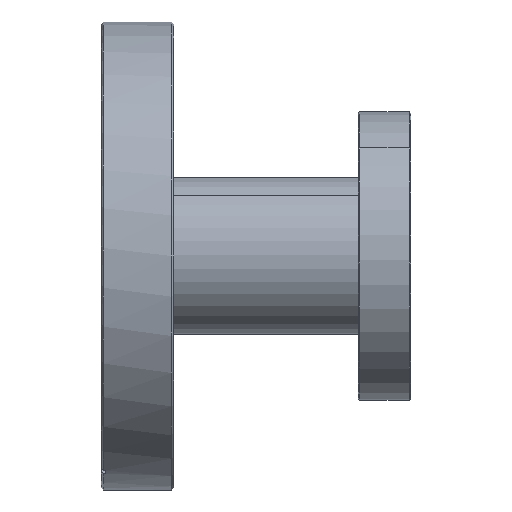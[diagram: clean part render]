
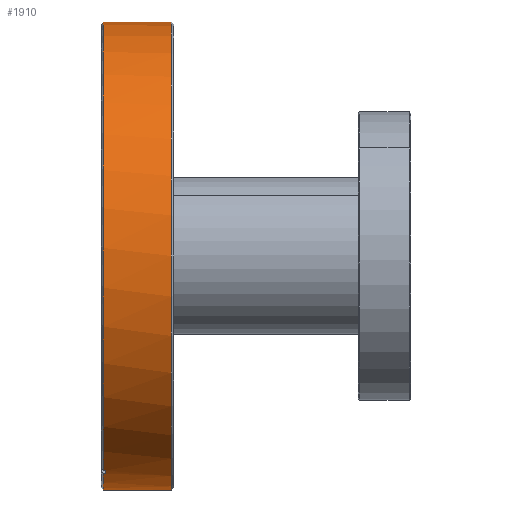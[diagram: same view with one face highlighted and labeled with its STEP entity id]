
A CAD part, left-side view. The second image highlights one B-rep face of the part: STEP entity #1910.
In plain terms, the highlighted cylindrical face has radius 56.75 mm (diameter 113.5 mm), a partial arc.
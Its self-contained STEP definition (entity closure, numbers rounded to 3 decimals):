
#62 = DIRECTION ( 'NONE',  ( 0., 0., 1. ) ) ;
#233 = AXIS2_PLACEMENT_3D ( 'NONE', #4062, #887, #787 ) ;
#242 = CIRCLE ( 'NONE', #233, 56.75 ) ;
#294 = CIRCLE ( 'NONE', #3782, 56.75 ) ;
#352 = ORIENTED_EDGE ( 'NONE', *, *, #774, .T. ) ;
#550 = CARTESIAN_POINT ( 'NONE',  ( 0., -17., 56.75 ) ) ;
#613 = DIRECTION ( 'NONE',  ( 0., 0., -1. ) ) ;
#680 = CARTESIAN_POINT ( 'NONE',  ( 0., -0.5, 56.75 ) ) ;
#774 = EDGE_CURVE ( 'NONE', #1437, #2303, #2009, .T. ) ;
#787 = DIRECTION ( 'NONE',  ( 0., 0., -1. ) ) ;
#821 = CARTESIAN_POINT ( 'NONE',  ( 0., -17., -56.75 ) ) ;
#887 = DIRECTION ( 'NONE',  ( 0., -1., 0. ) ) ;
#1027 = DIRECTION ( 'NONE',  ( 0., -1., 0. ) ) ;
#1029 = ORIENTED_EDGE ( 'NONE', *, *, #2946, .T. ) ;
#1221 = VERTEX_POINT ( 'NONE', #2873 ) ;
#1334 = CIRCLE ( 'NONE', #3271, 56.75 ) ;
#1342 = CARTESIAN_POINT ( 'NONE',  ( 0., -24.574, 0. ) ) ;
#1382 = EDGE_CURVE ( 'NONE', #1798, #2141, #242, .T. ) ;
#1430 = VECTOR ( 'NONE', #1478, 1000. ) ;
#1437 = VERTEX_POINT ( 'NONE', #4572 ) ;
#1478 = DIRECTION ( 'NONE',  ( 0., -1., 0. ) ) ;
#1586 = EDGE_CURVE ( 'NONE', #2141, #4222, #4050, .T. ) ;
#1634 = VERTEX_POINT ( 'NONE', #680 ) ;
#1649 = DIRECTION ( 'NONE',  ( 0., -1., 0. ) ) ;
#1670 = VERTEX_POINT ( 'NONE', #550 ) ;
#1742 = CARTESIAN_POINT ( 'NONE',  ( 0., -17., 0. ) ) ;
#1798 = VERTEX_POINT ( 'NONE', #2599 ) ;
#1910 = ADVANCED_FACE ( 'NONE', ( #3018 ), #2987, .T. ) ;
#1933 = VECTOR ( 'NONE', #3189, 1000. ) ;
#1945 = LINE ( 'NONE', #3059, #1933 ) ;
#2005 = DIRECTION ( 'NONE',  ( 0., -1., 0. ) ) ;
#2009 = CIRCLE ( 'NONE', #3205, 56.75 ) ;
#2107 = ORIENTED_EDGE ( 'NONE', *, *, #1382, .T. ) ;
#2129 = CARTESIAN_POINT ( 'NONE',  ( 0., -24.574, -56.75 ) ) ;
#2141 = VERTEX_POINT ( 'NONE', #2747 ) ;
#2225 = EDGE_CURVE ( 'NONE', #1798, #2303, #1945, .T. ) ;
#2299 = DIRECTION ( 'NONE',  ( 0., 0., -1. ) ) ;
#2303 = VERTEX_POINT ( 'NONE', #3766 ) ;
#2321 = LINE ( 'NONE', #3961, #1430 ) ;
#2326 = DIRECTION ( 'NONE',  ( 0., -1., 0. ) ) ;
#2372 = ORIENTED_EDGE ( 'NONE', *, *, #4335, .T. ) ;
#2599 = CARTESIAN_POINT ( 'NONE',  ( -20.79, -0.5, -52.805 ) ) ;
#2747 = CARTESIAN_POINT ( 'NONE',  ( 0., -0.5, -56.75 ) ) ;
#2801 = VECTOR ( 'NONE', #2326, 1000. ) ;
#2815 = ORIENTED_EDGE ( 'NONE', *, *, #4440, .T. ) ;
#2839 = EDGE_LOOP ( 'NONE', ( #4577, #1029, #2372, #352, #3005, #2107, #2990, #2815 ) ) ;
#2873 = CARTESIAN_POINT ( 'NONE',  ( -22.638, -0.5, -52.039 ) ) ;
#2946 = EDGE_CURVE ( 'NONE', #1634, #1221, #294, .T. ) ;
#2987 = CYLINDRICAL_SURFACE ( 'NONE', #4506, 56.75 ) ;
#2990 = ORIENTED_EDGE ( 'NONE', *, *, #1586, .T. ) ;
#3005 = ORIENTED_EDGE ( 'NONE', *, *, #2225, .F. ) ;
#3018 = FACE_OUTER_BOUND ( 'NONE', #2839, .T. ) ;
#3059 = CARTESIAN_POINT ( 'NONE',  ( -20.79, -24.574, -52.805 ) ) ;
#3117 = DIRECTION ( 'NONE',  ( 0., 0., -1. ) ) ;
#3143 = DIRECTION ( 'NONE',  ( 0., -1., 0. ) ) ;
#3162 = CARTESIAN_POINT ( 'NONE',  ( 0., -0.5, 0. ) ) ;
#3189 = DIRECTION ( 'NONE',  ( 0., -1., 0. ) ) ;
#3205 = AXIS2_PLACEMENT_3D ( 'NONE', #4251, #2005, #2299 ) ;
#3226 = CARTESIAN_POINT ( 'NONE',  ( 0., -24.574, 56.75 ) ) ;
#3271 = AXIS2_PLACEMENT_3D ( 'NONE', #1742, #4314, #62 ) ;
#3578 = EDGE_CURVE ( 'NONE', #1634, #1670, #3913, .T. ) ;
#3766 = CARTESIAN_POINT ( 'NONE',  ( -20.79, -1., -52.805 ) ) ;
#3782 = AXIS2_PLACEMENT_3D ( 'NONE', #3162, #3143, #3117 ) ;
#3913 = LINE ( 'NONE', #3226, #2801 ) ;
#3922 = VECTOR ( 'NONE', #1649, 1000. ) ;
#3961 = CARTESIAN_POINT ( 'NONE',  ( -22.638, -24.574, -52.039 ) ) ;
#4050 = LINE ( 'NONE', #2129, #3922 ) ;
#4062 = CARTESIAN_POINT ( 'NONE',  ( 0., -0.5, 0. ) ) ;
#4222 = VERTEX_POINT ( 'NONE', #821 ) ;
#4251 = CARTESIAN_POINT ( 'NONE',  ( 0., -1., 0. ) ) ;
#4314 = DIRECTION ( 'NONE',  ( 0., 1., 0. ) ) ;
#4335 = EDGE_CURVE ( 'NONE', #1221, #1437, #2321, .T. ) ;
#4440 = EDGE_CURVE ( 'NONE', #4222, #1670, #1334, .T. ) ;
#4506 = AXIS2_PLACEMENT_3D ( 'NONE', #1342, #1027, #613 ) ;
#4572 = CARTESIAN_POINT ( 'NONE',  ( -22.638, -1., -52.039 ) ) ;
#4577 = ORIENTED_EDGE ( 'NONE', *, *, #3578, .F. ) ;
